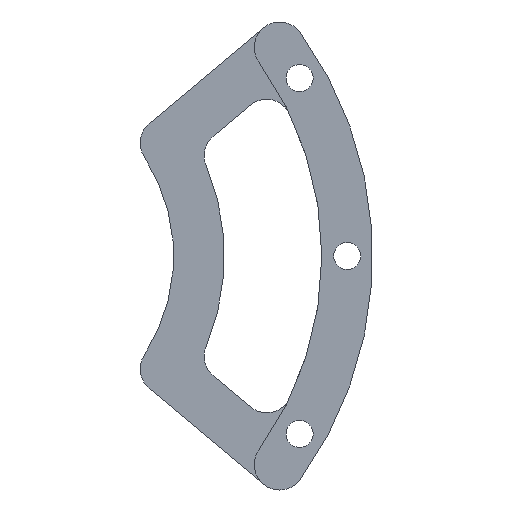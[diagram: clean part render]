
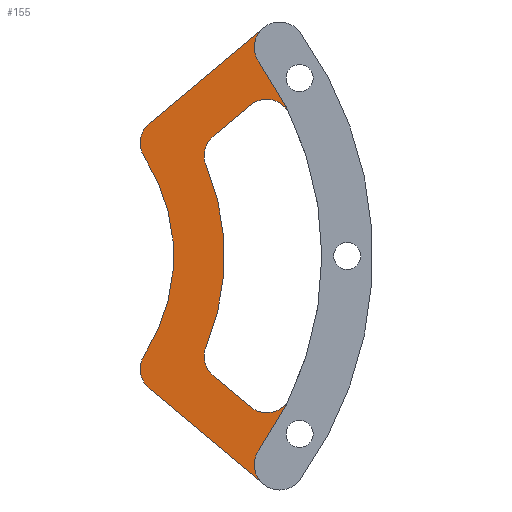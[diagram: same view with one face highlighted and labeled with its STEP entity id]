
A CAD part, front view. The second image highlights one B-rep face of the part: STEP entity #155.
In plain terms, the highlighted planar face has unit normal (0, -1, 0).
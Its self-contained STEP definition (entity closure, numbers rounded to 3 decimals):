
#1 = CARTESIAN_POINT ( 'NONE',  ( 28.109, 2., -11.838 ) ) ;
#2 = ORIENTED_EDGE ( 'NONE', *, *, #255, .T. ) ;
#5 = EDGE_CURVE ( 'NONE', #864, #383, #859, .T. ) ;
#7 = DIRECTION ( 'NONE',  ( 0., 0., -1. ) ) ;
#8 = CIRCLE ( 'NONE', #930, 3. ) ;
#15 = CARTESIAN_POINT ( 'NONE',  ( 20.555, 2., 13.332 ) ) ;
#21 = VECTOR ( 'NONE', #788, 1000. ) ;
#27 = CARTESIAN_POINT ( 'NONE',  ( 20.555, 2., -13.332 ) ) ;
#32 = PLANE ( 'NONE',  #334 ) ;
#36 = DIRECTION ( 'NONE',  ( 0., -1., 0. ) ) ;
#38 = CIRCLE ( 'NONE', #682, 3. ) ;
#48 = ORIENTED_EDGE ( 'NONE', *, *, #885, .F. ) ;
#50 = ORIENTED_EDGE ( 'NONE', *, *, #333, .T. ) ;
#63 = CARTESIAN_POINT ( 'NONE',  ( 32.487, 2., -15.511 ) ) ;
#64 = EDGE_CURVE ( 'NONE', #864, #1036, #81, .T. ) ;
#76 = VERTEX_POINT ( 'NONE', #159 ) ;
#79 = LINE ( 'NONE', #883, #171 ) ;
#81 = LINE ( 'NONE', #492, #651 ) ;
#82 = VERTEX_POINT ( 'NONE', #747 ) ;
#83 = EDGE_CURVE ( 'NONE', #649, #951, #875, .T. ) ;
#86 = ORIENTED_EDGE ( 'NONE', *, *, #464, .T. ) ;
#91 = CARTESIAN_POINT ( 'NONE',  ( 32.487, 2., 15.511 ) ) ;
#102 = CIRCLE ( 'NONE', #1053, 3. ) ;
#104 = EDGE_CURVE ( 'NONE', #699, #944, #8, .T. ) ;
#110 = ORIENTED_EDGE ( 'NONE', *, *, #104, .T. ) ;
#127 = ORIENTED_EDGE ( 'NONE', *, *, #271, .T. ) ;
#131 = CARTESIAN_POINT ( 'NONE',  ( 28.109, 2., 11.838 ) ) ;
#145 = VERTEX_POINT ( 'NONE', #923 ) ;
#152 = AXIS2_PLACEMENT_3D ( 'NONE', #63, #1035, #212 ) ;
#154 = DIRECTION ( 'NONE',  ( 0., 0., -1. ) ) ;
#155 = ADVANCED_FACE ( 'NONE', ( #588 ), #32, .T. ) ;
#159 = CARTESIAN_POINT ( 'NONE',  ( 32.092, 2., -26.928 ) ) ;
#171 = VECTOR ( 'NONE', #985, 1000. ) ;
#200 = DIRECTION ( 'NONE',  ( 0., 0., -1. ) ) ;
#212 = DIRECTION ( 'NONE',  ( 0., 0., -1. ) ) ;
#218 = ORIENTED_EDGE ( 'NONE', *, *, #64, .F. ) ;
#227 = ORIENTED_EDGE ( 'NONE', *, *, #298, .T. ) ;
#233 = CARTESIAN_POINT ( 'NONE',  ( 31.59, 2., 22.871 ) ) ;
#252 = CARTESIAN_POINT ( 'NONE',  ( 18.038, 2., 11.699 ) ) ;
#255 = EDGE_CURVE ( 'NONE', #801, #1054, #980, .T. ) ;
#260 = DIRECTION ( 'NONE',  ( 0., 0., -1. ) ) ;
#265 = DIRECTION ( 'NONE',  ( 0., 1., 0. ) ) ;
#271 = EDGE_CURVE ( 'NONE', #82, #145, #38, .T. ) ;
#276 = AXIS2_PLACEMENT_3D ( 'NONE', #131, #710, #1041 ) ;
#284 = ORIENTED_EDGE ( 'NONE', *, *, #83, .T. ) ;
#298 = EDGE_CURVE ( 'NONE', #1054, #1036, #560, .T. ) ;
#311 = DIRECTION ( 'NONE',  ( 0., 1., 0. ) ) ;
#313 = CIRCLE ( 'NONE', #912, 3. ) ;
#333 = EDGE_CURVE ( 'NONE', #1060, #699, #386, .T. ) ;
#334 = AXIS2_PLACEMENT_3D ( 'NONE', #1009, #36, #918 ) ;
#336 = CIRCLE ( 'NONE', #967, 3. ) ;
#338 = DIRECTION ( 'NONE',  ( 0., 1., 0. ) ) ;
#342 = DIRECTION ( 'NONE',  ( 0., -1., 0. ) ) ;
#352 = DIRECTION ( 'NONE',  ( 0., -1., 0. ) ) ;
#355 = LINE ( 'NONE', #1002, #1020 ) ;
#364 = ORIENTED_EDGE ( 'NONE', *, *, #609, .F. ) ;
#383 = VERTEX_POINT ( 'NONE', #702 ) ;
#386 = LINE ( 'NONE', #696, #21 ) ;
#388 = ORIENTED_EDGE ( 'NONE', *, *, #393, .T. ) ;
#393 = EDGE_CURVE ( 'NONE', #621, #461, #739, .T. ) ;
#397 = DIRECTION ( 'NONE',  ( 0., -1., 0. ) ) ;
#416 = CARTESIAN_POINT ( 'NONE',  ( 26.181, 2., 14.136 ) ) ;
#423 = CIRCLE ( 'NONE', #1033, 3. ) ;
#425 = EDGE_CURVE ( 'NONE', #82, #944, #997, .T. ) ;
#426 = CARTESIAN_POINT ( 'NONE',  ( 32.092, 2., 26.928 ) ) ;
#435 = ORIENTED_EDGE ( 'NONE', *, *, #785, .T. ) ;
#440 = AXIS2_PLACEMENT_3D ( 'NONE', #943, #667, #1004 ) ;
#452 = DIRECTION ( 'NONE',  ( 0., 0., -1. ) ) ;
#461 = VERTEX_POINT ( 'NONE', #416 ) ;
#464 = EDGE_CURVE ( 'NONE', #951, #1060, #423, .T. ) ;
#469 = EDGE_CURVE ( 'NONE', #543, #955, #102, .T. ) ;
#472 = AXIS2_PLACEMENT_3D ( 'NONE', #804, #397, #568 ) ;
#475 = AXIS2_PLACEMENT_3D ( 'NONE', #1, #831, #154 ) ;
#492 = CARTESIAN_POINT ( 'NONE',  ( 3.857, 2., 4.596 ) ) ;
#509 = AXIS2_PLACEMENT_3D ( 'NONE', #733, #569, #7 ) ;
#528 = AXIS2_PLACEMENT_3D ( 'NONE', #900, #311, #644 ) ;
#543 = VERTEX_POINT ( 'NONE', #974 ) ;
#560 = CIRCLE ( 'NONE', #152, 3. ) ;
#568 = DIRECTION ( 'NONE',  ( 0., 0., -1. ) ) ;
#569 = DIRECTION ( 'NONE',  ( 0., -1., 0. ) ) ;
#577 = CARTESIAN_POINT ( 'NONE',  ( 25.344, 2., 10.673 ) ) ;
#588 = FACE_OUTER_BOUND ( 'NONE', #797, .T. ) ;
#605 = CARTESIAN_POINT ( 'NONE',  ( 34.02, 2., -24.63 ) ) ;
#609 = EDGE_CURVE ( 'NONE', #76, #145, #355, .T. ) ;
#621 = VERTEX_POINT ( 'NONE', #577 ) ;
#622 = CARTESIAN_POINT ( 'NONE',  ( 31.59, 2., -22.871 ) ) ;
#644 = DIRECTION ( 'NONE',  ( 0., 0., -1. ) ) ;
#649 = VERTEX_POINT ( 'NONE', #929 ) ;
#651 = VECTOR ( 'NONE', #981, 1000. ) ;
#660 = DIRECTION ( 'NONE',  ( -0.766, 0., 0.643 ) ) ;
#663 = CARTESIAN_POINT ( 'NONE',  ( 30.559, 2., -17.809 ) ) ;
#666 = CARTESIAN_POINT ( 'NONE',  ( 32.487, 2., 15.511 ) ) ;
#667 = DIRECTION ( 'NONE',  ( 0., -1., 0. ) ) ;
#671 = CARTESIAN_POINT ( 'NONE',  ( 18.627, 2., 15.63 ) ) ;
#672 = EDGE_CURVE ( 'NONE', #955, #649, #336, .T. ) ;
#682 = AXIS2_PLACEMENT_3D ( 'NONE', #27, #352, #452 ) ;
#696 = CARTESIAN_POINT ( 'NONE',  ( 0., 2., 0. ) ) ;
#699 = VERTEX_POINT ( 'NONE', #671 ) ;
#702 = CARTESIAN_POINT ( 'NONE',  ( 25.344, 2., -10.673 ) ) ;
#710 = DIRECTION ( 'NONE',  ( 0., 1., 0. ) ) ;
#724 = ORIENTED_EDGE ( 'NONE', *, *, #672, .T. ) ;
#727 = DIRECTION ( 'NONE',  ( 0., 0., -1. ) ) ;
#733 = CARTESIAN_POINT ( 'NONE',  ( 0., 2., 0. ) ) ;
#739 = CIRCLE ( 'NONE', #276, 3. ) ;
#747 = CARTESIAN_POINT ( 'NONE',  ( 18.038, 2., -11.699 ) ) ;
#765 = CARTESIAN_POINT ( 'NONE',  ( 35.194, 2., -16.804 ) ) ;
#785 = EDGE_CURVE ( 'NONE', #76, #801, #313, .T. ) ;
#788 = DIRECTION ( 'NONE',  ( -0.766, 0., -0.643 ) ) ;
#797 = EDGE_LOOP ( 'NONE', ( #841, #127, #364, #435, #2, #227, #218, #1031, #48, #388, #936, #970, #724, #284, #86, #50, #110 ) ) ;
#801 = VERTEX_POINT ( 'NONE', #622 ) ;
#804 = CARTESIAN_POINT ( 'NONE',  ( 0., 2., 0. ) ) ;
#827 = DIRECTION ( 'NONE',  ( 0., 0., -1. ) ) ;
#831 = DIRECTION ( 'NONE',  ( 0., 1., 0. ) ) ;
#841 = ORIENTED_EDGE ( 'NONE', *, *, #425, .F. ) ;
#847 = DIRECTION ( 'NONE',  ( 0., 0., -1. ) ) ;
#859 = CIRCLE ( 'NONE', #475, 3. ) ;
#864 = VERTEX_POINT ( 'NONE', #945 ) ;
#875 = CIRCLE ( 'NONE', #509, 39. ) ;
#883 = CARTESIAN_POINT ( 'NONE',  ( 3.857, 2., -4.596 ) ) ;
#885 = EDGE_CURVE ( 'NONE', #621, #383, #1037, .T. ) ;
#888 = CARTESIAN_POINT ( 'NONE',  ( 32.487, 2., 18.511 ) ) ;
#900 = CARTESIAN_POINT ( 'NONE',  ( 0., 2., 0. ) ) ;
#912 = AXIS2_PLACEMENT_3D ( 'NONE', #605, #1040, #200 ) ;
#918 = DIRECTION ( 'NONE',  ( 0., 0., -1. ) ) ;
#923 = CARTESIAN_POINT ( 'NONE',  ( 18.627, 2., -15.63 ) ) ;
#929 = CARTESIAN_POINT ( 'NONE',  ( 35.194, 2., 16.804 ) ) ;
#930 = AXIS2_PLACEMENT_3D ( 'NONE', #15, #342, #260 ) ;
#936 = ORIENTED_EDGE ( 'NONE', *, *, #954, .T. ) ;
#943 = CARTESIAN_POINT ( 'NONE',  ( 0., 2., 0. ) ) ;
#944 = VERTEX_POINT ( 'NONE', #252 ) ;
#945 = CARTESIAN_POINT ( 'NONE',  ( 26.181, 2., -14.136 ) ) ;
#951 = VERTEX_POINT ( 'NONE', #233 ) ;
#954 = EDGE_CURVE ( 'NONE', #461, #543, #79, .T. ) ;
#955 = VERTEX_POINT ( 'NONE', #888 ) ;
#967 = AXIS2_PLACEMENT_3D ( 'NONE', #666, #265, #847 ) ;
#970 = ORIENTED_EDGE ( 'NONE', *, *, #469, .T. ) ;
#974 = CARTESIAN_POINT ( 'NONE',  ( 30.559, 2., 17.809 ) ) ;
#979 = CARTESIAN_POINT ( 'NONE',  ( 34.02, 2., 24.63 ) ) ;
#980 = CIRCLE ( 'NONE', #440, 39. ) ;
#981 = DIRECTION ( 'NONE',  ( 0.766, 0., -0.643 ) ) ;
#985 = DIRECTION ( 'NONE',  ( 0.766, 0., 0.643 ) ) ;
#997 = CIRCLE ( 'NONE', #472, 21.5 ) ;
#1002 = CARTESIAN_POINT ( 'NONE',  ( 0., 2., 0. ) ) ;
#1004 = DIRECTION ( 'NONE',  ( 0., 0., -1. ) ) ;
#1009 = CARTESIAN_POINT ( 'NONE',  ( 0., 2., 0. ) ) ;
#1020 = VECTOR ( 'NONE', #660, 1000. ) ;
#1031 = ORIENTED_EDGE ( 'NONE', *, *, #5, .T. ) ;
#1033 = AXIS2_PLACEMENT_3D ( 'NONE', #979, #338, #827 ) ;
#1035 = DIRECTION ( 'NONE',  ( 0., 1., 0. ) ) ;
#1036 = VERTEX_POINT ( 'NONE', #663 ) ;
#1037 = CIRCLE ( 'NONE', #528, 27.5 ) ;
#1040 = DIRECTION ( 'NONE',  ( 0., 1., 0. ) ) ;
#1041 = DIRECTION ( 'NONE',  ( 0., 0., -1. ) ) ;
#1053 = AXIS2_PLACEMENT_3D ( 'NONE', #91, #1058, #727 ) ;
#1054 = VERTEX_POINT ( 'NONE', #765 ) ;
#1058 = DIRECTION ( 'NONE',  ( 0., 1., 0. ) ) ;
#1060 = VERTEX_POINT ( 'NONE', #426 ) ;
